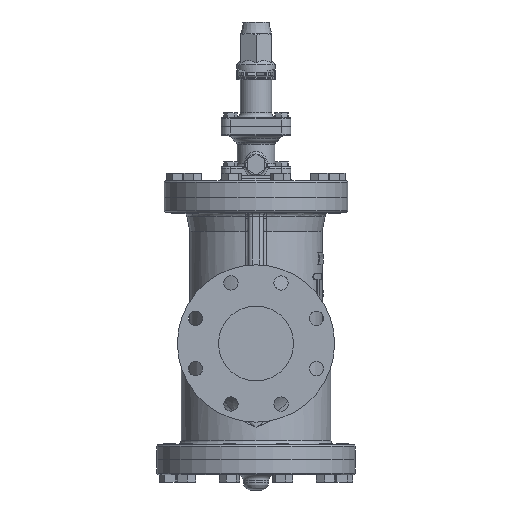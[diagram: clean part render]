
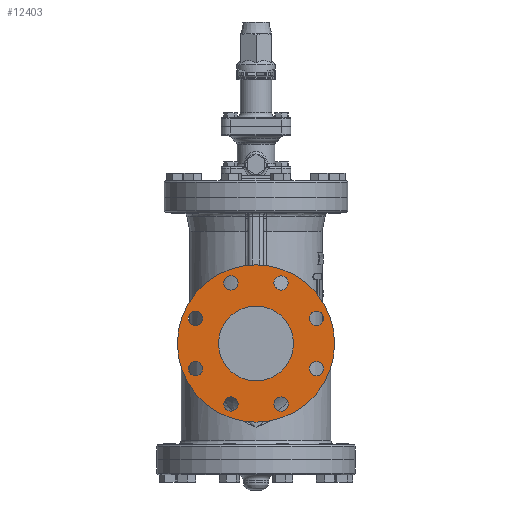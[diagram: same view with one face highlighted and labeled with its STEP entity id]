
A CAD part, left-side view. The second image highlights one B-rep face of the part: STEP entity #12403.
In plain terms, the highlighted planar face has unit normal (-1, 0, 0).
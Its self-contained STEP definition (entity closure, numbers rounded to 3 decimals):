
#2492=PLANE('',#13679);
#2827=FACE_BOUND('',#4692,.T.);
#2828=FACE_BOUND('',#4693,.T.);
#2829=FACE_BOUND('',#4694,.T.);
#2830=FACE_BOUND('',#4695,.T.);
#2831=FACE_BOUND('',#4696,.T.);
#2832=FACE_BOUND('',#4697,.T.);
#2833=FACE_BOUND('',#4698,.T.);
#2834=FACE_BOUND('',#4699,.T.);
#2835=FACE_BOUND('',#4700,.T.);
#3606=FACE_OUTER_BOUND('',#4691,.T.);
#4691=EDGE_LOOP('',(#11398));
#4692=EDGE_LOOP('',(#11399));
#4693=EDGE_LOOP('',(#11400));
#4694=EDGE_LOOP('',(#11401));
#4695=EDGE_LOOP('',(#11402));
#4696=EDGE_LOOP('',(#11403));
#4697=EDGE_LOOP('',(#11404));
#4698=EDGE_LOOP('',(#11405));
#4699=EDGE_LOOP('',(#11406));
#4700=EDGE_LOOP('',(#11407));
#5202=CIRCLE('',#13536,105.);
#5208=CIRCLE('',#13547,50.);
#5209=CIRCLE('',#13550,9.5);
#5210=CIRCLE('',#13552,9.5);
#5211=CIRCLE('',#13554,9.5);
#5212=CIRCLE('',#13556,9.5);
#5213=CIRCLE('',#13558,9.5);
#5214=CIRCLE('',#13560,9.5);
#5215=CIRCLE('',#13562,9.5);
#5216=CIRCLE('',#13564,9.5);
#6293=VERTEX_POINT('',#22117);
#6299=VERTEX_POINT('',#22134);
#6300=VERTEX_POINT('',#22138);
#6301=VERTEX_POINT('',#22141);
#6302=VERTEX_POINT('',#22144);
#6303=VERTEX_POINT('',#22147);
#6304=VERTEX_POINT('',#22150);
#6305=VERTEX_POINT('',#22153);
#6306=VERTEX_POINT('',#22156);
#6307=VERTEX_POINT('',#22159);
#7886=EDGE_CURVE('',#6293,#6293,#5202,.T.);
#7892=EDGE_CURVE('',#6299,#6299,#5208,.T.);
#7893=EDGE_CURVE('',#6300,#6300,#5209,.T.);
#7894=EDGE_CURVE('',#6301,#6301,#5210,.T.);
#7895=EDGE_CURVE('',#6302,#6302,#5211,.T.);
#7896=EDGE_CURVE('',#6303,#6303,#5212,.T.);
#7897=EDGE_CURVE('',#6304,#6304,#5213,.T.);
#7898=EDGE_CURVE('',#6305,#6305,#5214,.T.);
#7899=EDGE_CURVE('',#6306,#6306,#5215,.T.);
#7900=EDGE_CURVE('',#6307,#6307,#5216,.T.);
#11398=ORIENTED_EDGE('',*,*,#7886,.T.);
#11399=ORIENTED_EDGE('',*,*,#7892,.T.);
#11400=ORIENTED_EDGE('',*,*,#7893,.T.);
#11401=ORIENTED_EDGE('',*,*,#7894,.T.);
#11402=ORIENTED_EDGE('',*,*,#7895,.T.);
#11403=ORIENTED_EDGE('',*,*,#7896,.T.);
#11404=ORIENTED_EDGE('',*,*,#7897,.T.);
#11405=ORIENTED_EDGE('',*,*,#7898,.T.);
#11406=ORIENTED_EDGE('',*,*,#7899,.T.);
#11407=ORIENTED_EDGE('',*,*,#7900,.T.);
#12403=ADVANCED_FACE('',(#3606,#2827,#2828,#2829,#2830,#2831,#2832,#2833,
#2834,#2835),#2492,.F.);
#13536=AXIS2_PLACEMENT_3D('',#22118,#16749,#16750);
#13547=AXIS2_PLACEMENT_3D('',#22135,#16771,#16772);
#13550=AXIS2_PLACEMENT_3D('',#22139,#16777,#16778);
#13552=AXIS2_PLACEMENT_3D('',#22142,#16781,#16782);
#13554=AXIS2_PLACEMENT_3D('',#22145,#16785,#16786);
#13556=AXIS2_PLACEMENT_3D('',#22148,#16789,#16790);
#13558=AXIS2_PLACEMENT_3D('',#22151,#16793,#16794);
#13560=AXIS2_PLACEMENT_3D('',#22154,#16797,#16798);
#13562=AXIS2_PLACEMENT_3D('',#22157,#16801,#16802);
#13564=AXIS2_PLACEMENT_3D('',#22160,#16805,#16806);
#13679=AXIS2_PLACEMENT_3D('',#27118,#17053,#17054);
#16749=DIRECTION('center_axis',(-1.,0.,0.));
#16750=DIRECTION('ref_axis',(0.,0.,1.));
#16771=DIRECTION('center_axis',(1.,0.,0.));
#16772=DIRECTION('ref_axis',(0.,0.,1.));
#16777=DIRECTION('center_axis',(1.,0.,0.));
#16778=DIRECTION('ref_axis',(0.,0.707,-0.707));
#16781=DIRECTION('center_axis',(1.,0.,0.));
#16782=DIRECTION('ref_axis',(0.,1.,0.));
#16785=DIRECTION('center_axis',(1.,0.,0.));
#16786=DIRECTION('ref_axis',(0.,0.707,0.707));
#16789=DIRECTION('center_axis',(1.,0.,0.));
#16790=DIRECTION('ref_axis',(0.,0.,1.));
#16793=DIRECTION('center_axis',(1.,0.,0.));
#16794=DIRECTION('ref_axis',(0.,-0.707,0.707));
#16797=DIRECTION('center_axis',(1.,0.,0.));
#16798=DIRECTION('ref_axis',(0.,-1.,0.));
#16801=DIRECTION('center_axis',(1.,0.,0.));
#16802=DIRECTION('ref_axis',(0.,-0.707,-0.707));
#16805=DIRECTION('center_axis',(1.,0.,0.));
#16806=DIRECTION('ref_axis',(0.,0.,-1.));
#17053=DIRECTION('center_axis',(1.,0.,0.));
#17054=DIRECTION('ref_axis',(0.,0.,-1.));
#22117=CARTESIAN_POINT('',(-217.,0.,50.));
#22118=CARTESIAN_POINT('Origin',(-217.,0.,155.));
#22134=CARTESIAN_POINT('',(-217.,0.,105.));
#22135=CARTESIAN_POINT('Origin',(-217.,0.,155.));
#22138=CARTESIAN_POINT('',(-217.,-26.767,229.122));
#22139=CARTESIAN_POINT('Origin',(-217.,-33.485,235.839));
#22141=CARTESIAN_POINT('',(-217.,-71.339,188.485));
#22142=CARTESIAN_POINT('Origin',(-217.,-80.839,188.485));
#22144=CARTESIAN_POINT('',(-217.,-74.122,128.233));
#22145=CARTESIAN_POINT('Origin',(-217.,-80.839,121.515));
#22147=CARTESIAN_POINT('',(-217.,-33.485,83.661));
#22148=CARTESIAN_POINT('Origin',(-217.,-33.485,74.161));
#22150=CARTESIAN_POINT('',(-217.,26.767,80.878));
#22151=CARTESIAN_POINT('Origin',(-217.,33.485,74.161));
#22153=CARTESIAN_POINT('',(-217.,71.339,121.515));
#22154=CARTESIAN_POINT('Origin',(-217.,80.839,121.515));
#22156=CARTESIAN_POINT('',(-217.,74.122,181.767));
#22157=CARTESIAN_POINT('Origin',(-217.,80.839,188.485));
#22159=CARTESIAN_POINT('',(-217.,33.485,226.339));
#22160=CARTESIAN_POINT('Origin',(-217.,33.485,235.839));
#27118=CARTESIAN_POINT('Origin',(-217.,0.,155.));
